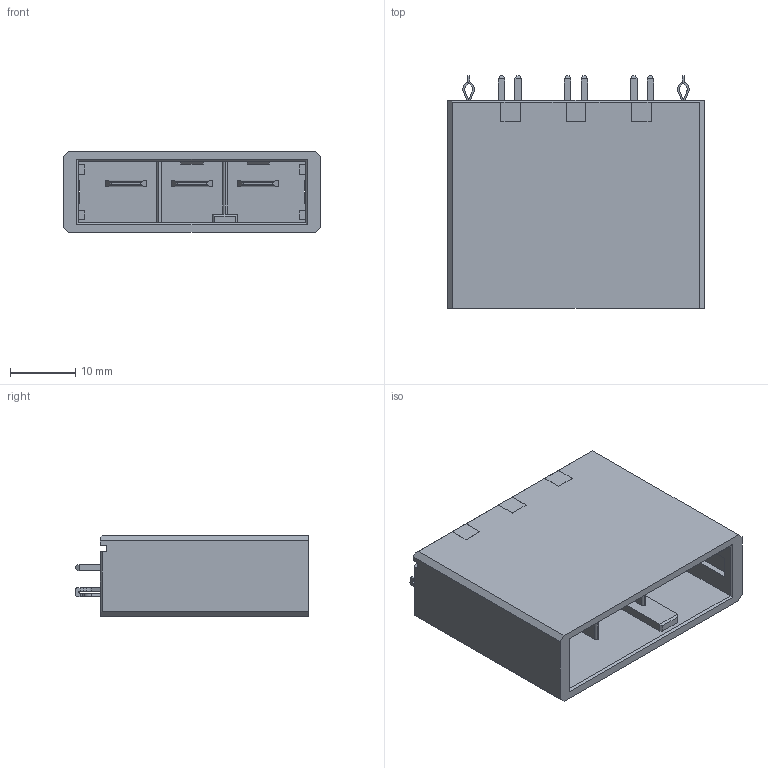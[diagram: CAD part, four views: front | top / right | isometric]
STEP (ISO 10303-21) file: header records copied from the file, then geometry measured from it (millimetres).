
FILE_DESCRIPTION( ('This file contains a STEP AP42 implementation' ,'as created by ZW3D STEP Interface translator.') ,'2;1' );
FILE_NAME( 'WD10160-1MS03001.stp' ,'231214.142017', (''), ('ZWCAD Software Co.'), 'Version 1.0', 'ZW3D to STEP translator', '' );
FILE_SCHEMA(('AUTOMOTIVE_DESIGN { 1 0 10303 214 1 1 1 1 }'));
Length unit declared in the file: millimetre
Products named in the file (2): 0; WD10160-1MS03001
Bounding box: 39.52 x 35.8 x 12.4 mm (x, y, z)
Volume: 6606.6 mm3; surface area: 9341 mm2
Topology: 1 solids, 1 shells, 365 faces, 1040 edges, 680 vertices
Faces by surface type: plane 308, cylinder 57
Entity records: 12156 total; most frequent: CARTESIAN_POINT 2194, ORIENTED_EDGE 2080, DIRECTION 1838, EDGE_CURVE 1040, VECTOR 902, LINE 902, VERTEX_POINT 680, AXIS2_PLACEMENT_3D 468
